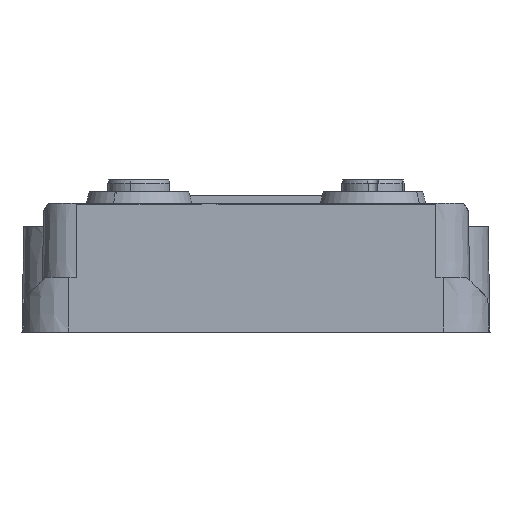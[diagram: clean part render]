
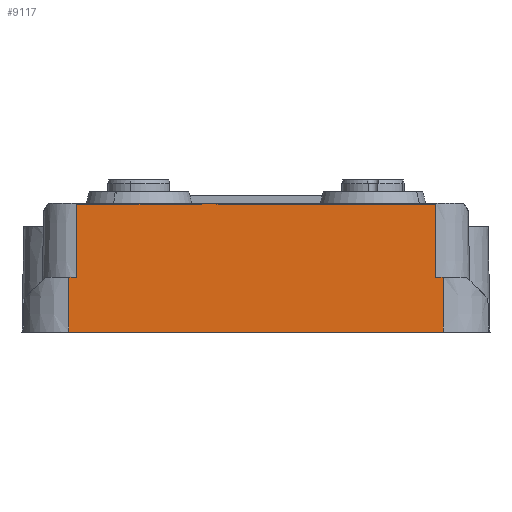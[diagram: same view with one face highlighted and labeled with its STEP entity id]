
A CAD part, front view. The second image highlights one B-rep face of the part: STEP entity #9117.
In plain terms, the highlighted planar face has unit normal (0, -1, 0.018).
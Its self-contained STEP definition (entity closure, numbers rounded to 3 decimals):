
#9065=AXIS2_PLACEMENT_3D('Plane Axis2P3D',#9062,#9063,#9064) ;
#8649=CARTESIAN_POINT('Vertex',(7.,0.288,16.5)) ;
#8652=CARTESIAN_POINT('Line Origine',(30.,0.288,16.5)) ;
#8656=CARTESIAN_POINT('Vertex',(53.,0.288,16.5)) ;
#8928=CARTESIAN_POINT('Vertex',(54.,0.,0.)) ;
#8931=CARTESIAN_POINT('Line Origine',(53.5,0.,0.)) ;
#8935=CARTESIAN_POINT('Vertex',(53.,0.,0.)) ;
#8938=CARTESIAN_POINT('Line Origine',(30.,0.,0.)) ;
#8942=CARTESIAN_POINT('Vertex',(7.,0.,0.)) ;
#8945=CARTESIAN_POINT('Line Origine',(6.5,0.,0.)) ;
#8949=CARTESIAN_POINT('Vertex',(6.,0.,0.)) ;
#9062=CARTESIAN_POINT('Axis2P3D Location',(60.,0.,0.)) ;
#9067=CARTESIAN_POINT('Line Origine',(54.,0.061,3.5)) ;
#9071=CARTESIAN_POINT('Vertex',(54.,0.122,7.)) ;
#9074=CARTESIAN_POINT('Line Origine',(30.,0.122,7.)) ;
#9078=CARTESIAN_POINT('Vertex',(53.,0.122,7.)) ;
#9081=CARTESIAN_POINT('Line Origine',(53.,0.061,3.5)) ;
#9086=CARTESIAN_POINT('Line Origine',(7.,0.061,3.5)) ;
#9090=CARTESIAN_POINT('Vertex',(7.,0.122,7.)) ;
#9093=CARTESIAN_POINT('Line Origine',(30.,0.122,7.)) ;
#9097=CARTESIAN_POINT('Vertex',(6.,0.122,7.)) ;
#9100=CARTESIAN_POINT('Line Origine',(6.,0.061,3.5)) ;
#8653=DIRECTION('Vector Direction',(-1.,0.,0.)) ;
#8932=DIRECTION('Vector Direction',(-1.,0.,0.)) ;
#8939=DIRECTION('Vector Direction',(-1.,0.,0.)) ;
#8946=DIRECTION('Vector Direction',(-1.,0.,0.)) ;
#9063=DIRECTION('Axis2P3D Direction',(0.,-1.,0.017)) ;
#9064=DIRECTION('Axis2P3D XDirection',(-1.,0.,0.)) ;
#9068=DIRECTION('Vector Direction',(0.,-0.017,-1.)) ;
#9075=DIRECTION('Vector Direction',(-1.,0.,0.)) ;
#9082=DIRECTION('Vector Direction',(0.,-0.017,-1.)) ;
#9087=DIRECTION('Vector Direction',(0.,-0.017,-1.)) ;
#9094=DIRECTION('Vector Direction',(-1.,0.,0.)) ;
#9101=DIRECTION('Vector Direction',(0.,-0.017,-1.)) ;
#8654=VECTOR('Line Direction',#8653,1.) ;
#8933=VECTOR('Line Direction',#8932,1.) ;
#8940=VECTOR('Line Direction',#8939,1.) ;
#8947=VECTOR('Line Direction',#8946,1.) ;
#9069=VECTOR('Line Direction',#9068,1.) ;
#9076=VECTOR('Line Direction',#9075,1.) ;
#9083=VECTOR('Line Direction',#9082,1.) ;
#9088=VECTOR('Line Direction',#9087,1.) ;
#9095=VECTOR('Line Direction',#9094,1.) ;
#9102=VECTOR('Line Direction',#9101,1.) ;
#9106=ORIENTED_EDGE('',*,*,#8937,.F.) ;
#9107=ORIENTED_EDGE('',*,*,#9073,.T.) ;
#9108=ORIENTED_EDGE('',*,*,#9080,.F.) ;
#9109=ORIENTED_EDGE('',*,*,#9085,.T.) ;
#9110=ORIENTED_EDGE('',*,*,#8658,.F.) ;
#9111=ORIENTED_EDGE('',*,*,#9092,.F.) ;
#9112=ORIENTED_EDGE('',*,*,#9099,.F.) ;
#9113=ORIENTED_EDGE('',*,*,#9104,.F.) ;
#9114=ORIENTED_EDGE('',*,*,#8951,.F.) ;
#9115=ORIENTED_EDGE('',*,*,#8944,.F.) ;
#9117=ADVANCED_FACE('Hauptk\X2\00F6\X0\rper',(#9116),#9066,.T.) ;
#8658=EDGE_CURVE('',#8650,#8657,#8655,.F.) ;
#8937=EDGE_CURVE('',#8929,#8936,#8934,.T.) ;
#8944=EDGE_CURVE('',#8936,#8943,#8941,.T.) ;
#8951=EDGE_CURVE('',#8943,#8950,#8948,.T.) ;
#9073=EDGE_CURVE('',#8929,#9072,#9070,.F.) ;
#9080=EDGE_CURVE('',#9079,#9072,#9077,.F.) ;
#9085=EDGE_CURVE('',#9079,#8657,#9084,.F.) ;
#9092=EDGE_CURVE('',#9091,#8650,#9089,.F.) ;
#9099=EDGE_CURVE('',#9098,#9091,#9096,.F.) ;
#9104=EDGE_CURVE('',#8950,#9098,#9103,.F.) ;
#9105=EDGE_LOOP('',(#9106,#9107,#9108,#9109,#9110,#9111,#9112,#9113,#9114,#9115)) ;
#9116=FACE_OUTER_BOUND('',#9105,.T.) ;
#8655=LINE('Line',#8652,#8654) ;
#8934=LINE('Line',#8931,#8933) ;
#8941=LINE('Line',#8938,#8940) ;
#8948=LINE('Line',#8945,#8947) ;
#9070=LINE('Line',#9067,#9069) ;
#9077=LINE('Line',#9074,#9076) ;
#9084=LINE('Line',#9081,#9083) ;
#9089=LINE('Line',#9086,#9088) ;
#9096=LINE('Line',#9093,#9095) ;
#9103=LINE('Line',#9100,#9102) ;
#9066=PLANE('',#9065) ;
#8650=VERTEX_POINT('',#8649) ;
#8657=VERTEX_POINT('',#8656) ;
#8929=VERTEX_POINT('',#8928) ;
#8936=VERTEX_POINT('',#8935) ;
#8943=VERTEX_POINT('',#8942) ;
#8950=VERTEX_POINT('',#8949) ;
#9072=VERTEX_POINT('',#9071) ;
#9079=VERTEX_POINT('',#9078) ;
#9091=VERTEX_POINT('',#9090) ;
#9098=VERTEX_POINT('',#9097) ;
